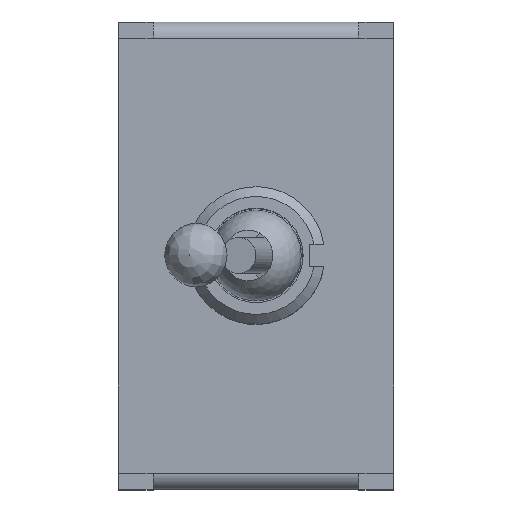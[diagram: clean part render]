
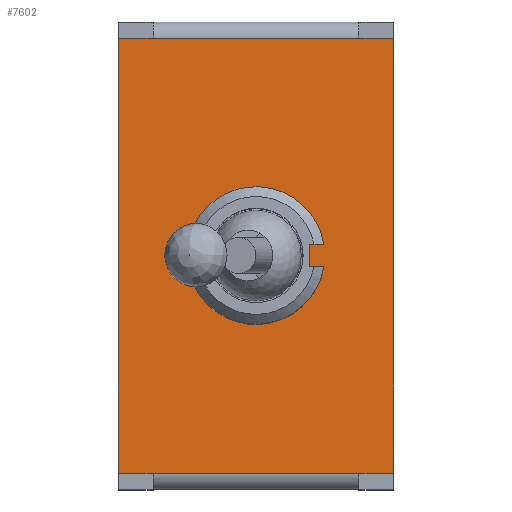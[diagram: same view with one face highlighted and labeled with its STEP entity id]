
A CAD part, top view. The second image highlights one B-rep face of the part: STEP entity #7602.
In plain terms, the highlighted planar face has unit normal (0, 0, 1).
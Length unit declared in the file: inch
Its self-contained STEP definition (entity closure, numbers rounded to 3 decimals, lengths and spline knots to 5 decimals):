
#72=PLANE('',#8102);
#358=FACE_BOUND('',#916,.T.);
#450=FACE_OUTER_BOUND('',#915,.T.);
#915=EDGE_LOOP('',(#5238,#5239,#5240,#5241,#5242,#5243,#5244,#5245));
#916=EDGE_LOOP('',(#5246,#5247,#5248,#5249));
#1382=LINE('',#11214,#2244);
#1385=LINE('',#11220,#2247);
#1387=LINE('',#11223,#2249);
#1391=LINE('',#11307,#2253);
#1392=LINE('',#11309,#2254);
#1393=LINE('',#11311,#2255);
#1394=LINE('',#11313,#2256);
#1395=LINE('',#11315,#2257);
#1396=LINE('',#11317,#2258);
#1397=LINE('',#11319,#2259);
#1398=LINE('',#11320,#2260);
#2244=VECTOR('',#8836,0.3937);
#2247=VECTOR('',#8841,0.3937);
#2249=VECTOR('',#8845,0.3937);
#2253=VECTOR('',#8895,0.3937);
#2254=VECTOR('',#8896,0.3937);
#2255=VECTOR('',#8897,0.3937);
#2256=VECTOR('',#8898,0.3937);
#2257=VECTOR('',#8899,0.3937);
#2258=VECTOR('',#8900,0.3937);
#2259=VECTOR('',#8901,0.3937);
#2260=VECTOR('',#8902,0.3937);
#3105=CIRCLE('',#8081,0.125);
#3331=VERTEX_POINT('',#11211);
#3332=VERTEX_POINT('',#11213);
#3333=VERTEX_POINT('',#11217);
#3334=VERTEX_POINT('',#11219);
#3345=VERTEX_POINT('',#11305);
#3346=VERTEX_POINT('',#11306);
#3347=VERTEX_POINT('',#11308);
#3348=VERTEX_POINT('',#11310);
#3349=VERTEX_POINT('',#11312);
#3350=VERTEX_POINT('',#11314);
#3351=VERTEX_POINT('',#11316);
#3352=VERTEX_POINT('',#11318);
#4038=EDGE_CURVE('',#3332,#3331,#1382,.T.);
#4041=EDGE_CURVE('',#3334,#3333,#1385,.T.);
#4043=EDGE_CURVE('',#3333,#3332,#1387,.T.);
#4044=EDGE_CURVE('',#3331,#3334,#3105,.T.);
#4061=EDGE_CURVE('',#3345,#3346,#1391,.T.);
#4062=EDGE_CURVE('',#3345,#3347,#1392,.T.);
#4063=EDGE_CURVE('',#3347,#3348,#1393,.T.);
#4064=EDGE_CURVE('',#3349,#3348,#1394,.T.);
#4065=EDGE_CURVE('',#3349,#3350,#1395,.T.);
#4066=EDGE_CURVE('',#3350,#3351,#1396,.T.);
#4067=EDGE_CURVE('',#3351,#3352,#1397,.T.);
#4068=EDGE_CURVE('',#3346,#3352,#1398,.T.);
#5238=ORIENTED_EDGE('',*,*,#4061,.F.);
#5239=ORIENTED_EDGE('',*,*,#4062,.T.);
#5240=ORIENTED_EDGE('',*,*,#4063,.T.);
#5241=ORIENTED_EDGE('',*,*,#4064,.F.);
#5242=ORIENTED_EDGE('',*,*,#4065,.T.);
#5243=ORIENTED_EDGE('',*,*,#4066,.T.);
#5244=ORIENTED_EDGE('',*,*,#4067,.T.);
#5245=ORIENTED_EDGE('',*,*,#4068,.F.);
#5246=ORIENTED_EDGE('',*,*,#4041,.T.);
#5247=ORIENTED_EDGE('',*,*,#4043,.T.);
#5248=ORIENTED_EDGE('',*,*,#4038,.T.);
#5249=ORIENTED_EDGE('',*,*,#4044,.T.);
#7602=ADVANCED_FACE('',(#450,#358),#72,.T.);
#8081=AXIS2_PLACEMENT_3D('',#11225,#8848,#8849);
#8102=AXIS2_PLACEMENT_3D('',#11304,#8893,#8894);
#8836=DIRECTION('',(1.,0.,0.));
#8841=DIRECTION('',(-1.,0.,0.));
#8845=DIRECTION('',(0.,-1.,0.));
#8848=DIRECTION('center_axis',(0.,0.,-1.));
#8849=DIRECTION('ref_axis',(0.987,0.161,0.));
#8893=DIRECTION('center_axis',(0.,0.,1.));
#8894=DIRECTION('ref_axis',(1.,0.,0.));
#8895=DIRECTION('',(-1.,0.,0.));
#8896=DIRECTION('',(1.,0.,0.));
#8897=DIRECTION('',(0.,1.,0.));
#8898=DIRECTION('',(1.,0.,0.));
#8899=DIRECTION('',(-1.,0.,0.));
#8900=DIRECTION('',(-1.,0.,0.));
#8901=DIRECTION('',(0.,-1.,0.));
#8902=DIRECTION('',(-1.,0.,0.));
#11211=CARTESIAN_POINT('',(0.12338,-0.02008,0.41496));
#11213=CARTESIAN_POINT('',(0.09705,-0.02008,0.41496));
#11214=CARTESIAN_POINT('',(0.04852,-0.02008,0.41496));
#11217=CARTESIAN_POINT('',(0.09705,0.02008,0.41496));
#11219=CARTESIAN_POINT('',(0.12338,0.02008,0.41496));
#11220=CARTESIAN_POINT('',(0.06169,0.02008,0.41496));
#11223=CARTESIAN_POINT('',(0.09705,0.20758,0.41496));
#11225=CARTESIAN_POINT('Origin',(0.,0.,
0.41496));
#11304=CARTESIAN_POINT('Origin',(0.,0.39508,
0.41496));
#11305=CARTESIAN_POINT('',(0.18701,-0.39508,0.41496));
#11306=CARTESIAN_POINT('',(-0.18701,-0.39508,0.41496));
#11307=CARTESIAN_POINT('',(0.,-0.39508,0.41496));
#11308=CARTESIAN_POINT('',(0.25,-0.39508,0.41496));
#11309=CARTESIAN_POINT('',(0.18701,-0.39508,0.41496));
#11310=CARTESIAN_POINT('',(0.25,0.39508,0.41496));
#11311=CARTESIAN_POINT('',(0.25,0.39508,0.41496));
#11312=CARTESIAN_POINT('',(0.18701,0.39508,0.41496));
#11313=CARTESIAN_POINT('',(0.18701,0.39508,0.41496));
#11314=CARTESIAN_POINT('',(-0.18701,0.39508,0.41496));
#11315=CARTESIAN_POINT('',(0.,0.39508,0.41496));
#11316=CARTESIAN_POINT('',(-0.25,0.39508,0.41496));
#11317=CARTESIAN_POINT('',(-0.18701,0.39508,0.41496));
#11318=CARTESIAN_POINT('',(-0.25,-0.39508,0.41496));
#11319=CARTESIAN_POINT('',(-0.25,-0.39508,0.41496));
#11320=CARTESIAN_POINT('',(-0.18701,-0.39508,0.41496));
